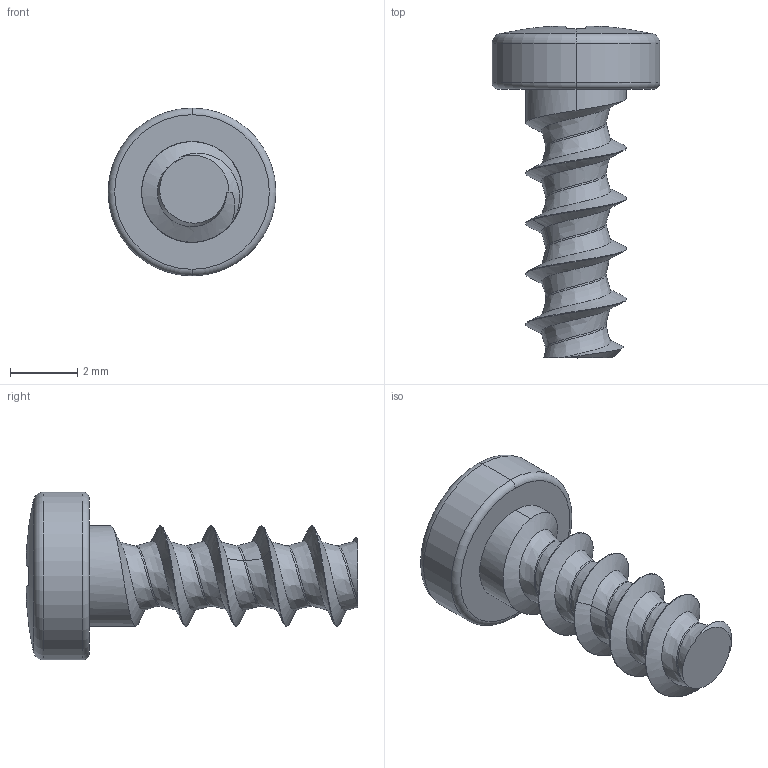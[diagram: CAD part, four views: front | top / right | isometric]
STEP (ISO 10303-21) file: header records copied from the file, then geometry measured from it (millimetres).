
FILE_DESCRIPTION((''),'2;1');
FILE_NAME('A-SCREW-1-8','2024-06-24T10:24:46',('phk'),(''),'CREO PARAMETRIC BY PTC INC, 2023424','CREO PARAMETRIC BY PTC INC, 2023424','');
FILE_SCHEMA(('AUTOMOTIVE_DESIGN { 1 0 10303 214 1 1 1 1 }'));
Length unit declared in the file: millimetre
Products named in the file (1): A-SCREW-1-8
Bounding box: 5 x 9.88 x 5 mm (x, y, z)
Volume: 63.4 mm3; surface area: 146.1 mm2
Topology: 1 solids, 1 shells, 53 faces, 137 edges, 88 vertices
Faces by surface type: plane 25, cylinder 11, bspline 10, torus 4, sphere 2, cone 1
Entity records: 4632 total; most frequent: CARTESIAN_POINT 2714, ORIENTED_EDGE 272, DIRECTION 229, COLOUR_RGB 213, PRESENTATION_STYLE_ASSIGNMENT 139, STYLED_ITEM 139, CURVE_STYLE 138, EDGE_CURVE 136
